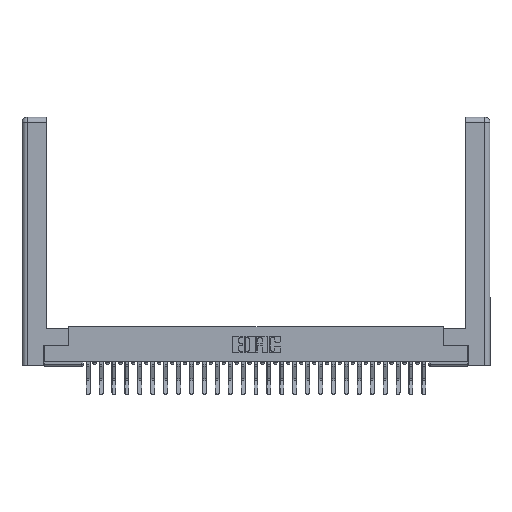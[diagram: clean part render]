
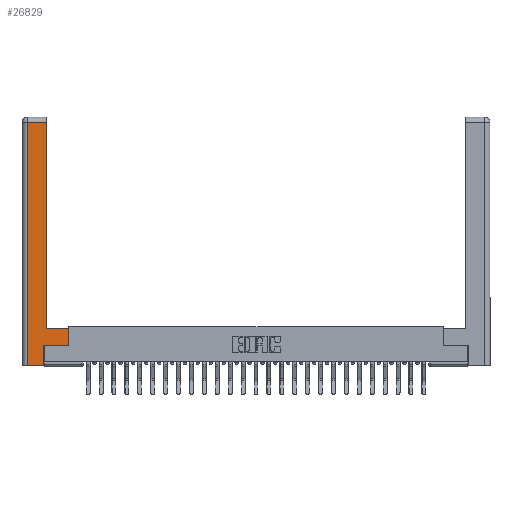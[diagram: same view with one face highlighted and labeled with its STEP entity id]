
A CAD part, top view. The second image highlights one B-rep face of the part: STEP entity #26829.
In plain terms, the highlighted planar face has unit normal (0, 0, 1).
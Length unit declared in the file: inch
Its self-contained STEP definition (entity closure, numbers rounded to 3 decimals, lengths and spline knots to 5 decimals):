
#355 = ORIENTED_EDGE ( 'NONE', *, *, #13567, .T. ) ;
#571 = CARTESIAN_POINT ( 'NONE',  ( 0.0615, 2.94, 0. ) ) ;
#1050 = CARTESIAN_POINT ( 'NONE',  ( 0.265, 0., 0. ) ) ;
#1405 = VERTEX_POINT ( 'NONE', #10661 ) ;
#1539 = VERTEX_POINT ( 'NONE', #15656 ) ;
#2892 = DIRECTION ( 'NONE',  ( -1., 0., 0. ) ) ;
#2988 = CARTESIAN_POINT ( 'NONE',  ( 0.295, 0.45, 0. ) ) ;
#3461 = CARTESIAN_POINT ( 'NONE',  ( 0.565, 0.45, 0. ) ) ;
#3668 = PLANE ( 'NONE',  #5765 ) ;
#3873 = CARTESIAN_POINT ( 'NONE',  ( 0.0615, 0., 0. ) ) ;
#4451 = VERTEX_POINT ( 'NONE', #14465 ) ;
#5102 = CARTESIAN_POINT ( 'NONE',  ( 0.565, 0.245, 0. ) ) ;
#5579 = ORIENTED_EDGE ( 'NONE', *, *, #13580, .T. ) ;
#5765 = AXIS2_PLACEMENT_3D ( 'NONE', #21502, #27893, #21602 ) ;
#6088 = DIRECTION ( 'NONE',  ( 0., -1., 0. ) ) ;
#6355 = EDGE_CURVE ( 'NONE', #21386, #25591, #16227, .T. ) ;
#6712 = FACE_OUTER_BOUND ( 'NONE', #23847, .T. ) ;
#7617 = DIRECTION ( 'NONE',  ( 1., 0., 0. ) ) ;
#7827 = CARTESIAN_POINT ( 'NONE',  ( 0.565, 0.45, 0. ) ) ;
#8332 = CARTESIAN_POINT ( 'NONE',  ( 0.0615, 0., 0. ) ) ;
#8557 = EDGE_CURVE ( 'NONE', #9460, #4451, #10337, .T. ) ;
#9169 = VECTOR ( 'NONE', #2892, 39.37008 ) ;
#9460 = VERTEX_POINT ( 'NONE', #19283 ) ;
#9889 = ORIENTED_EDGE ( 'NONE', *, *, #11743, .T. ) ;
#10337 = LINE ( 'NONE', #13650, #11013 ) ;
#10383 = VECTOR ( 'NONE', #19032, 39.37008 ) ;
#10661 = CARTESIAN_POINT ( 'NONE',  ( 0.565, 0.245, 0. ) ) ;
#11013 = VECTOR ( 'NONE', #22677, 39.37008 ) ;
#11165 = EDGE_CURVE ( 'NONE', #1405, #28433, #14386, .T. ) ;
#11743 = EDGE_CURVE ( 'NONE', #28433, #21386, #25744, .T. ) ;
#12692 = ORIENTED_EDGE ( 'NONE', *, *, #21152, .T. ) ;
#12976 = VECTOR ( 'NONE', #6088, 39.37008 ) ;
#13567 = EDGE_CURVE ( 'NONE', #4451, #1405, #13850, .T. ) ;
#13580 = EDGE_CURVE ( 'NONE', #22872, #9460, #19379, .T. ) ;
#13650 = CARTESIAN_POINT ( 'NONE',  ( 0.265, 0.245, 0. ) ) ;
#13716 = ORIENTED_EDGE ( 'NONE', *, *, #26461, .T. ) ;
#13850 = LINE ( 'NONE', #5102, #17300 ) ;
#14017 = VECTOR ( 'NONE', #23321, 39.37008 ) ;
#14386 = LINE ( 'NONE', #3461, #14017 ) ;
#14465 = CARTESIAN_POINT ( 'NONE',  ( 0.265, 0.245, 0. ) ) ;
#15656 = CARTESIAN_POINT ( 'NONE',  ( 0.0615, 2.94, 0. ) ) ;
#16227 = LINE ( 'NONE', #23544, #10383 ) ;
#17300 = VECTOR ( 'NONE', #25104, 39.37008 ) ;
#18391 = CARTESIAN_POINT ( 'NONE',  ( 0.295, 0.45, 0. ) ) ;
#18689 = DIRECTION ( 'NONE',  ( -1., 0., 0. ) ) ;
#19032 = DIRECTION ( 'NONE',  ( 0., 1., 0. ) ) ;
#19164 = VECTOR ( 'NONE', #18689, 39.37008 ) ;
#19283 = CARTESIAN_POINT ( 'NONE',  ( 0.265, 0., 0. ) ) ;
#19379 = LINE ( 'NONE', #1050, #22083 ) ;
#20579 = ORIENTED_EDGE ( 'NONE', *, *, #6355, .T. ) ;
#20867 = CARTESIAN_POINT ( 'NONE',  ( 0.295, 2.94, 0. ) ) ;
#20892 = LINE ( 'NONE', #3873, #12976 ) ;
#21152 = EDGE_CURVE ( 'NONE', #1539, #22872, #20892, .T. ) ;
#21386 = VERTEX_POINT ( 'NONE', #2988 ) ;
#21502 = CARTESIAN_POINT ( 'NONE',  ( 0., 0., 0. ) ) ;
#21602 = DIRECTION ( 'NONE',  ( -1., 0., 0. ) ) ;
#22083 = VECTOR ( 'NONE', #7617, 39.37008 ) ;
#22677 = DIRECTION ( 'NONE',  ( 0., 1., 0. ) ) ;
#22872 = VERTEX_POINT ( 'NONE', #8332 ) ;
#23321 = DIRECTION ( 'NONE',  ( 0., 1., 0. ) ) ;
#23544 = CARTESIAN_POINT ( 'NONE',  ( 0.295, 3., 0. ) ) ;
#23847 = EDGE_LOOP ( 'NONE', ( #20579, #13716, #12692, #5579, #27456, #355, #25482, #9889 ) ) ;
#23992 = LINE ( 'NONE', #571, #9169 ) ;
#25104 = DIRECTION ( 'NONE',  ( 1., 0., 0. ) ) ;
#25482 = ORIENTED_EDGE ( 'NONE', *, *, #11165, .T. ) ;
#25591 = VERTEX_POINT ( 'NONE', #20867 ) ;
#25744 = LINE ( 'NONE', #18391, #19164 ) ;
#26461 = EDGE_CURVE ( 'NONE', #25591, #1539, #23992, .T. ) ;
#26829 = ADVANCED_FACE ( 'NONE', ( #6712 ), #3668, .F. ) ;
#27456 = ORIENTED_EDGE ( 'NONE', *, *, #8557, .T. ) ;
#27893 = DIRECTION ( 'NONE',  ( 0., 0., -1. ) ) ;
#28433 = VERTEX_POINT ( 'NONE', #7827 ) ;
